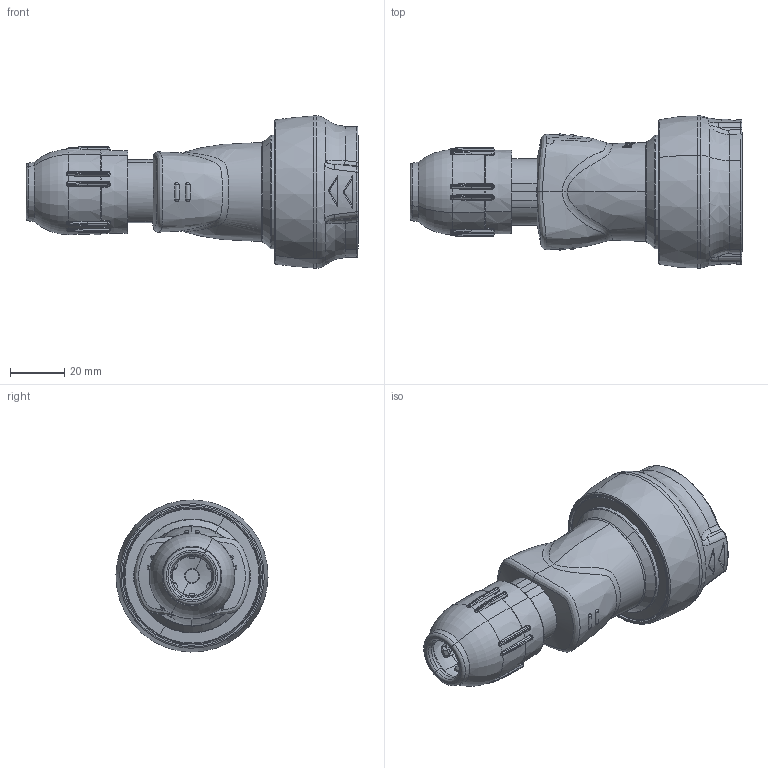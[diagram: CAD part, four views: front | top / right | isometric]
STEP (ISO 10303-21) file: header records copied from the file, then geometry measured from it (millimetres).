
FILE_DESCRIPTION(('CATIA V5 STEP Exchange','CAx-IF Rec.Pracs.--- Model Styling and Organization---1.5--- 2016-08-15','CAx-IF Rec.Pracs.---Supplemental Geometry---1.0---2011-11-01','CAx-IF Rec.Pracs.--- Composite Materials ---1.1---2010-07-15'),'2;1');
FILE_NAME('050442.stp','2024-12-20T08:25:20+00:00',('none'),('none'),'CATIA Version 5-6 Release 2020 SP3','CATIA V5 STEP AP214 v2','none');
FILE_SCHEMA(('AUTOMOTIVE_DESIGN { 1 0 10303 214 1 1 1 1 }'));
Length unit declared in the file: millimetre
Products named in the file (1): 050442 _AllCATPart
Bounding box: 122.2 x 55.99 x 55.99 mm (x, y, z)
Volume: 56997.4 mm3; surface area: 56090 mm2
Topology: 4 solids, 10 shells, 2272 faces, 6348 edges, 4096 vertices
Faces by surface type: plane 801, bspline 520, cylinder 318, cone 307, torus 200, sphere 61, revolution 33, extrusion 32
Entity records: 108441 total; most frequent: CARTESIAN_POINT 59217, ORIENTED_EDGE 12586, EDGE_CURVE 6293, DIRECTION 5565, VERTEX_POINT 4096, B_SPLINE_CURVE_WITH_KNOTS 3420, AXIS2_PLACEMENT_3D 2397, EDGE_LOOP 2357
